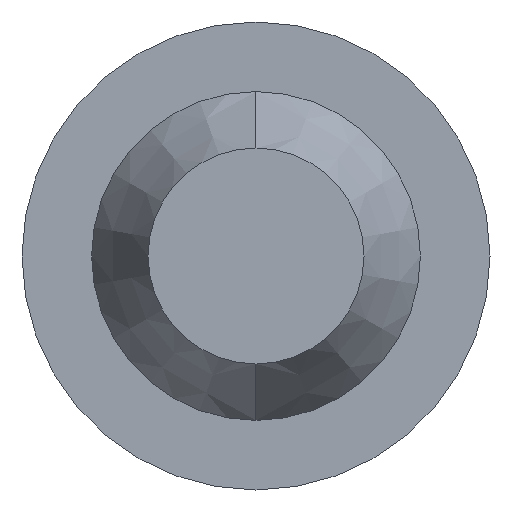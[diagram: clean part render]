
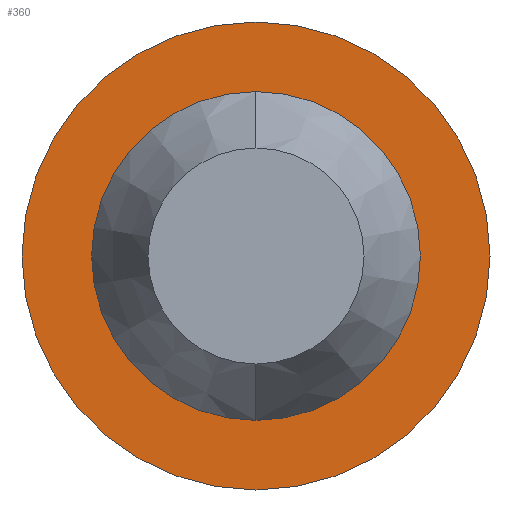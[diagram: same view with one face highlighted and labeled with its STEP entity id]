
A CAD part, left-side view. The second image highlights one B-rep face of the part: STEP entity #360.
In plain terms, the highlighted planar face has unit normal (-1, 0, 0).
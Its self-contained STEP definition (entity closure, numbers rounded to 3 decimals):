
#18 = DIRECTION ( 'NONE',  ( -1., 0., 0. ) ) ;
#19 = CARTESIAN_POINT ( 'NONE',  ( 0.37, 0., 0.685 ) ) ;
#22 = CARTESIAN_POINT ( 'NONE',  ( 0.37, 0., -0.975 ) ) ;
#25 = CIRCLE ( 'NONE', #281, 0.685 ) ;
#54 = CARTESIAN_POINT ( 'NONE',  ( 0.37, 0., 0. ) ) ;
#90 = ORIENTED_EDGE ( 'NONE', *, *, #204, .T. ) ;
#91 = EDGE_CURVE ( 'NONE', #162, #181, #205, .T. ) ;
#105 = FACE_BOUND ( 'NONE', #117, .T. ) ;
#117 = EDGE_LOOP ( 'NONE', ( #148, #455 ) ) ;
#148 = ORIENTED_EDGE ( 'NONE', *, *, #379, .F. ) ;
#153 = DIRECTION ( 'NONE',  ( -1., 0., 0. ) ) ;
#160 = CARTESIAN_POINT ( 'NONE',  ( 0.37, 0., 0. ) ) ;
#162 = VERTEX_POINT ( 'NONE', #416 ) ;
#164 = AXIS2_PLACEMENT_3D ( 'NONE', #495, #153, #271 ) ;
#181 = VERTEX_POINT ( 'NONE', #22 ) ;
#188 = VERTEX_POINT ( 'NONE', #19 ) ;
#196 = DIRECTION ( 'NONE',  ( 0., 0., 1. ) ) ;
#200 = DIRECTION ( 'NONE',  ( 0., 0., 1. ) ) ;
#204 = EDGE_CURVE ( 'NONE', #181, #162, #375, .T. ) ;
#205 = CIRCLE ( 'NONE', #392, 0.975 ) ;
#259 = DIRECTION ( 'NONE',  ( 0., 0., -1. ) ) ;
#271 = DIRECTION ( 'NONE',  ( 0., 0., 1. ) ) ;
#281 = AXIS2_PLACEMENT_3D ( 'NONE', #54, #18, #196 ) ;
#286 = CIRCLE ( 'NONE', #410, 0.685 ) ;
#297 = CARTESIAN_POINT ( 'NONE',  ( 0.37, 0., -0.685 ) ) ;
#332 = DIRECTION ( 'NONE',  ( 1., 0., 0. ) ) ;
#335 = CARTESIAN_POINT ( 'NONE',  ( 0.37, 0., 0. ) ) ;
#344 = EDGE_CURVE ( 'NONE', #393, #188, #25, .T. ) ;
#360 = ADVANCED_FACE ( 'NONE', ( #105, #494 ), #408, .F. ) ;
#374 = DIRECTION ( 'NONE',  ( 0., 0., 1. ) ) ;
#375 = CIRCLE ( 'NONE', #164, 0.975 ) ;
#379 = EDGE_CURVE ( 'NONE', #188, #393, #286, .T. ) ;
#392 = AXIS2_PLACEMENT_3D ( 'NONE', #160, #496, #200 ) ;
#393 = VERTEX_POINT ( 'NONE', #297 ) ;
#408 = PLANE ( 'NONE',  #421 ) ;
#410 = AXIS2_PLACEMENT_3D ( 'NONE', #335, #449, #374 ) ;
#416 = CARTESIAN_POINT ( 'NONE',  ( 0.37, 0., 0.975 ) ) ;
#421 = AXIS2_PLACEMENT_3D ( 'NONE', #480, #332, #259 ) ;
#449 = DIRECTION ( 'NONE',  ( -1., 0., 0. ) ) ;
#453 = EDGE_LOOP ( 'NONE', ( #467, #90 ) ) ;
#455 = ORIENTED_EDGE ( 'NONE', *, *, #344, .F. ) ;
#467 = ORIENTED_EDGE ( 'NONE', *, *, #91, .T. ) ;
#480 = CARTESIAN_POINT ( 'NONE',  ( 0.37, 0.685, 0. ) ) ;
#494 = FACE_OUTER_BOUND ( 'NONE', #453, .T. ) ;
#495 = CARTESIAN_POINT ( 'NONE',  ( 0.37, 0., 0. ) ) ;
#496 = DIRECTION ( 'NONE',  ( -1., 0., 0. ) ) ;
